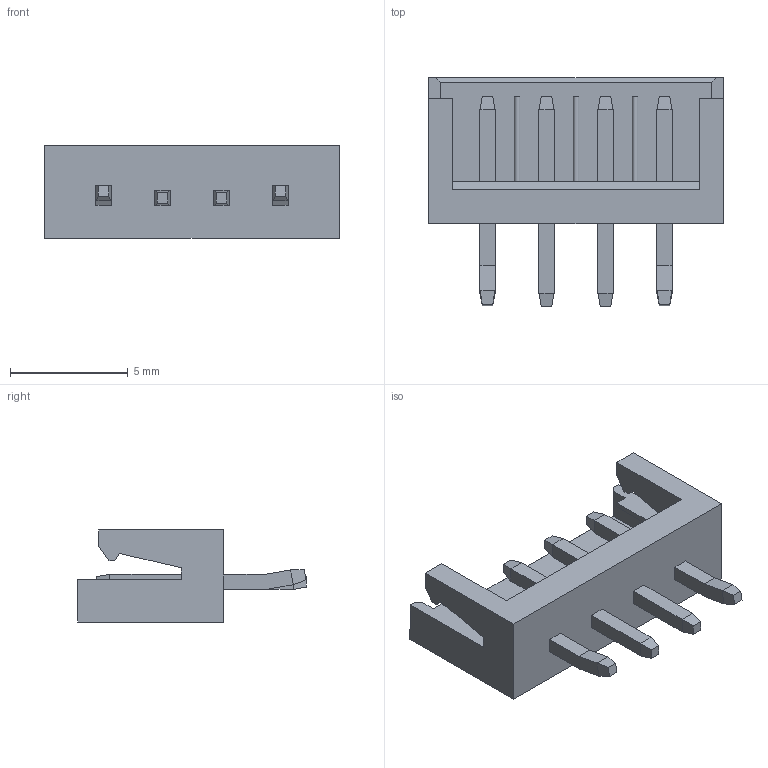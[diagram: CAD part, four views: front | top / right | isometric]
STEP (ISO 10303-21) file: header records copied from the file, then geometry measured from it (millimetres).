
FILE_DESCRIPTION (( 'STEP AP214' ), '1' );
FILE_NAME ('FWF25005-S04S22W1B-REF .STEP', '2025-11-26T09:05:50', ( '' ), ( '' ), 'SwSTEP 2.0', 'SolidWorks 2021', '' );
FILE_SCHEMA (( 'AUTOMOTIVE_DESIGN' ));
Length unit declared in the file: millimetre
Products named in the file (1): FWF25005-S04S22W1B-REF 
Bounding box: 12.5 x 9.7 x 3.9 mm (x, y, z)
Volume: 135.2 mm3; surface area: 399.4 mm2
Topology: 1 solids, 1 shells, 117 faces, 287 edges, 180 vertices
Faces by surface type: plane 114, cylinder 3
Entity records: 3369 total; most frequent: CARTESIAN_POINT 585, ORIENTED_EDGE 574, DIRECTION 529, EDGE_CURVE 287, LINE 281, VECTOR 281, VERTEX_POINT 180, EDGE_LOOP 125
